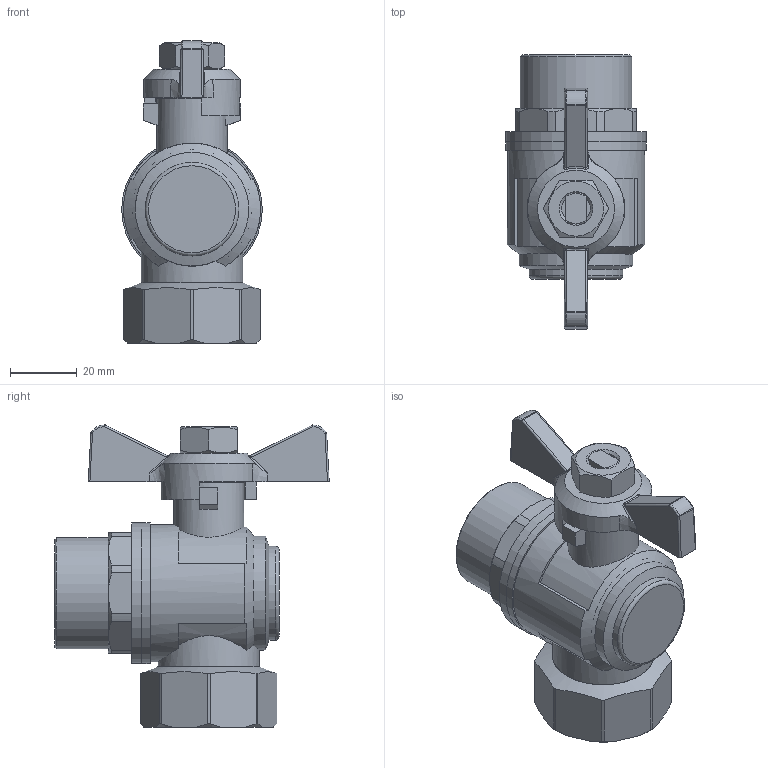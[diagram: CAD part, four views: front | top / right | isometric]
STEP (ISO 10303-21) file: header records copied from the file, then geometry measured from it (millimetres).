
FILE_DESCRIPTION(/* description */ ('Unknown'),/* implementation_level */ '2;1');
FILE_NAME(/* name */ '745_66',/* time_stamp */ '2022-07-25T10:36:38+02:00',/* author */ ('Unknown'),/* organization */ ('Unknown'),/* preprocessor_version */ 'ST-DEVELOPER v16.7',/* originating_system */ 'Solid Edge',/* authorisation */ 'Unknown');
FILE_SCHEMA (('AUTOMOTIVE_DESIGN {1 0 10303 214 3 1 1}'));
Length unit declared in the file: millimetre
Products named in the file (8): 745_66; 600-1-Mutter-fl.g.; Flügelgriff 1; 2.149.025; Einschraubteil_025; Körper_025; 600-1-spindel; 600-1-Stopfbuchse
Assembly tree (7 placements, depth 3):
  745_66
    600-1-Mutter-fl.g.
    Flügelgriff 1
    2.149.025
      Einschraubteil_025
      Körper_025
      600-1-spindel
      600-1-Stopfbuchse
Bounding box: 42 x 82 x 90.3 mm (x, y, z)
Volume: 58824.9 mm3; surface area: 34791 mm2
Topology: 6 solids, 6 shells, 236 faces, 579 edges, 371 vertices
Faces by surface type: plane 101, cylinder 71, cone 37, bspline 18, sphere 8, torus 1
Full cylindrical faces by diameter (mm): 8.5 x1, 8.9 x1, 12 x3, 12.5 x1, 14 x1, 14.5 x1, 16 x1, 16.376 x2, 18 x1, 20 x2, 21 x1, 22.5 x1, 23 x1, 28 x1, 30 x2, 30.291 x2, 33.249 x1, 34 x1, 35.5 x1, 37 x2, 41 x1, 42 x2
Entity records: 9184 total; most frequent: CARTESIAN_POINT 2893, DIRECTION 1060, ORIENTED_EDGE 1026, EDGE_CURVE 513, AXIS2_PLACEMENT_3D 441, VERTEX_POINT 351, EDGE_LOOP 310, FACE_BOUND 310
